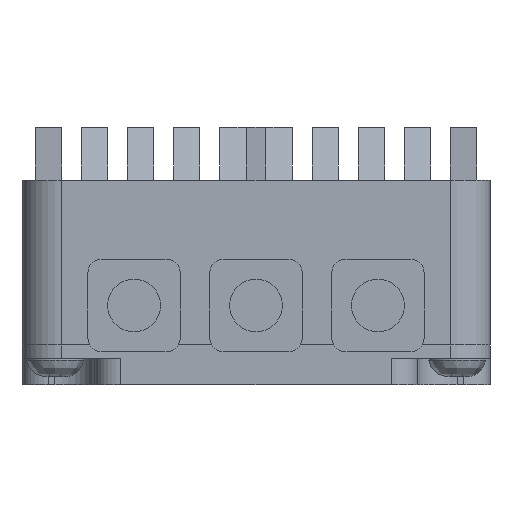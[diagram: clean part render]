
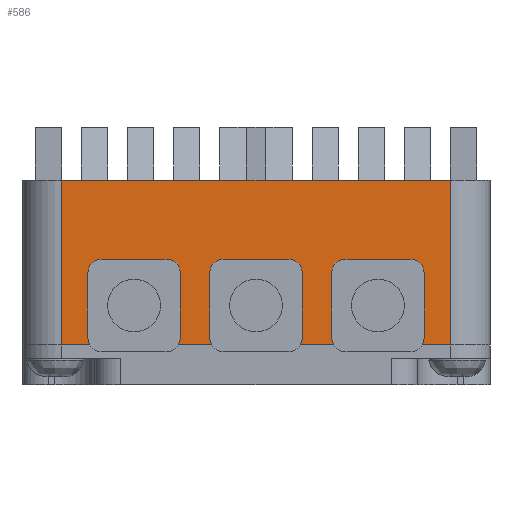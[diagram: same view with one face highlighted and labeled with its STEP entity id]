
A CAD part, front view. The second image highlights one B-rep face of the part: STEP entity #586.
In plain terms, the highlighted planar face has unit normal (0, -1, 0).
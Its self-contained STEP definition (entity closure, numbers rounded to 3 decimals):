
#586=ADVANCED_FACE('',(#1696),#1170,.F.);
#1170=PLANE('',#10564);
#1696=FACE_OUTER_BOUND('',#2347,.T.);
#2347=EDGE_LOOP('',(#3669,#3670,#3671,#3672));
#3669=ORIENTED_EDGE('',*,*,#7202,.T.);
#3670=ORIENTED_EDGE('',*,*,#7203,.F.);
#3671=ORIENTED_EDGE('',*,*,#7031,.F.);
#3672=ORIENTED_EDGE('',*,*,#7201,.T.);
#6071=VERTEX_POINT('',#14470);
#6072=VERTEX_POINT('',#14472);
#6239=VERTEX_POINT('',#14810);
#6240=VERTEX_POINT('',#14814);
#7031=EDGE_CURVE('',#6071,#6072,#8342,.T.);
#7201=EDGE_CURVE('',#6071,#6239,#8508,.T.);
#7202=EDGE_CURVE('',#6239,#6240,#8509,.T.);
#7203=EDGE_CURVE('',#6072,#6240,#8510,.T.);
#8342=LINE('',#14471,#9522);
#8508=LINE('',#14811,#9688);
#8509=LINE('',#14813,#9689);
#8510=LINE('',#14815,#9690);
#9522=VECTOR('',#11624,1.);
#9688=VECTOR('',#11802,1.);
#9689=VECTOR('',#11805,1.);
#9690=VECTOR('',#11806,1.);
#10564=AXIS2_PLACEMENT_3D('',#14816,#11807,#11808);
#11624=DIRECTION('',(1.,0.,0.));
#11802=DIRECTION('',(0.,0.,-1.));
#11805=DIRECTION('',(1.,0.,0.));
#11806=DIRECTION('',(0.,0.,-1.));
#11807=DIRECTION('',(0.,1.,0.));
#11808=DIRECTION('',(0.,0.,1.));
#14470=CARTESIAN_POINT('',(-14.75,-42.,15.5));
#14471=CARTESIAN_POINT('',(-14.75,-42.,15.5));
#14472=CARTESIAN_POINT('',(14.75,-42.,15.5));
#14810=CARTESIAN_POINT('',(-14.75,-42.,3.));
#14811=CARTESIAN_POINT('',(-14.75,-42.,15.5));
#14813=CARTESIAN_POINT('',(-14.75,-42.,3.));
#14814=CARTESIAN_POINT('',(14.75,-42.,3.));
#14815=CARTESIAN_POINT('',(14.75,-42.,15.5));
#14816=CARTESIAN_POINT('',(-14.75,-42.,15.5));
